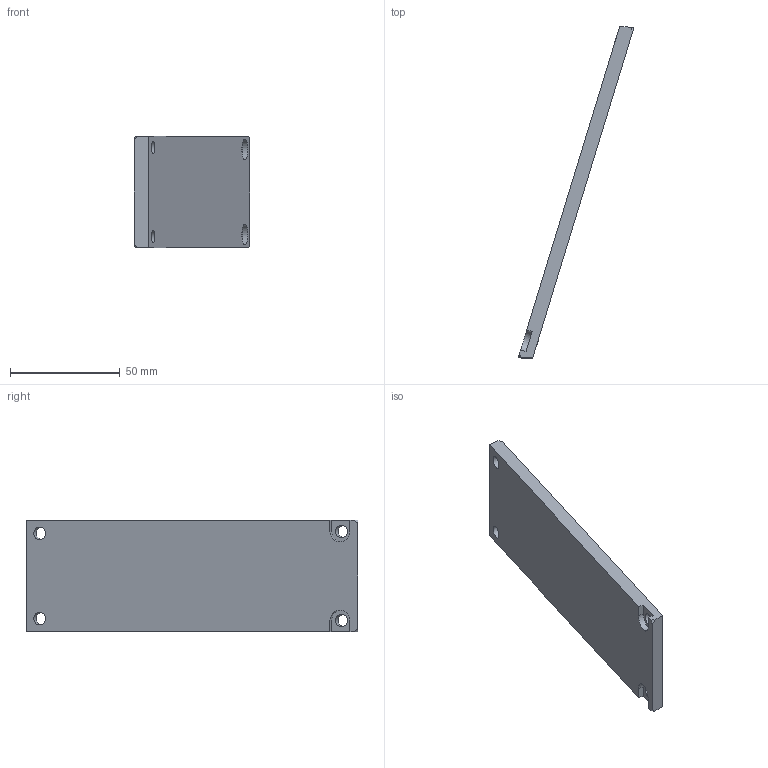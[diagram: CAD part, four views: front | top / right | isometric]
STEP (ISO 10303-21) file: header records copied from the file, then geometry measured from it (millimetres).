
FILE_DESCRIPTION (( 'STEP AP214' ), '1' );
FILE_NAME ('D2300446-05-v1.STEP', '2023-12-14T17:04:38', ( '' ), ( '' ), 'SwSTEP 2.0', 'SolidWorks 2023', '' );
FILE_SCHEMA (( 'AUTOMOTIVE_DESIGN' ));
Length unit declared in the file: inch
Products named in the file (1): D2300446-05-v1
Bounding box: 52.57 x 151.07 x 50.8 mm (x, y, z)
Volume: 49647.8 mm3; surface area: 18965.6 mm2
Topology: 1 solids, 1 shells, 26 faces, 70 edges, 48 vertices
Faces by surface type: plane 18, cylinder 8
Full cylindrical faces by diameter (mm): 5.613 x4, 9.525 x2
Entity records: 799 total; most frequent: CARTESIAN_POINT 131, DIRECTION 130, ORIENTED_EDGE 120, EDGE_CURVE 60, VECTOR 44, VERTEX_POINT 44, LINE 44, AXIS2_PLACEMENT_3D 43
